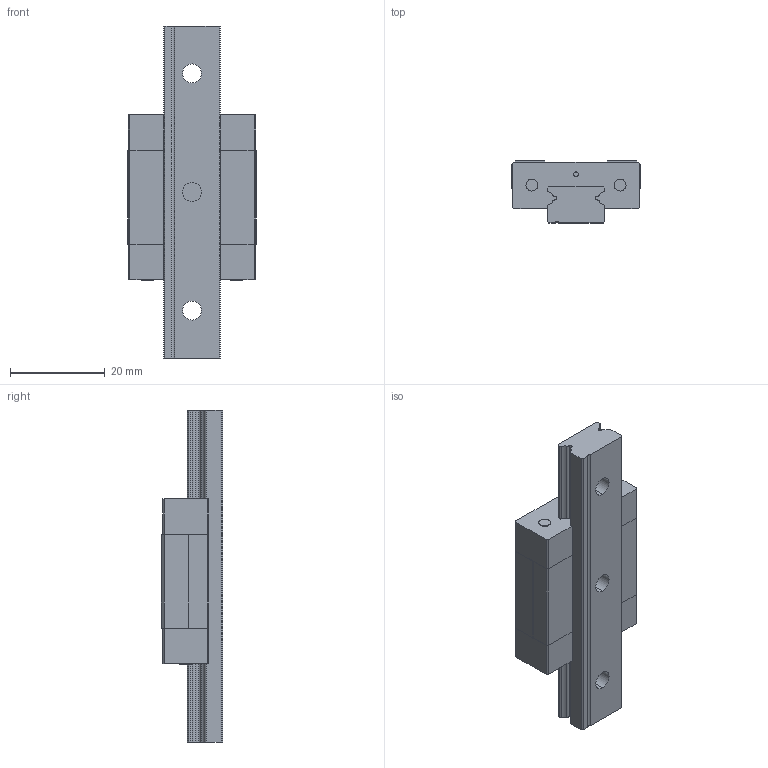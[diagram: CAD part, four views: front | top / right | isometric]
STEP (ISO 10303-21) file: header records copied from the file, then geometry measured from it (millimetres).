
FILE_DESCRIPTION (( 'STEP AP203' ), '1' );
FILE_NAME ('SBM 12.STEP', '2014-11-24T07:22:27', ( 'star' ), ( '' ), 'SwSTEP 2.0', 'SolidWorks 2013', '' );
FILE_SCHEMA (( 'CONFIG_CONTROL_DESIGN' ));
Length unit declared in the file: millimetre
Products named in the file (4): SBM 12_03; SBM 12_01; SBM 12; SBM 12_02
Assembly tree (4 placements, depth 2):
  SBM 12
    SBM 12_01
    SBM 12_02
    SBM 12_03  x2
Bounding box: 27 x 13 x 70 mm (x, y, z)
Volume: 12676.5 mm3; surface area: 8028.8 mm2
Topology: 4 solids, 4 shells, 212 faces, 567 edges, 358 vertices
Faces by surface type: cylinder 106, plane 82, cone 24
Entity records: 5469 total; most frequent: DIRECTION 925, CARTESIAN_POINT 866, ORIENTED_EDGE 838, EDGE_CURVE 419, AXIS2_PLACEMENT_3D 335, VERTEX_POINT 276, VECTOR 255, LINE 255
